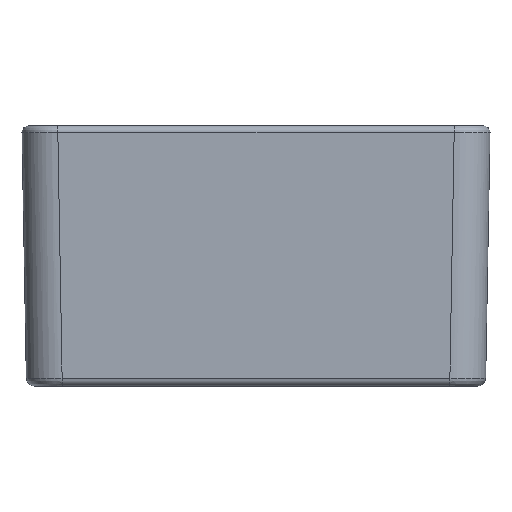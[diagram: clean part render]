
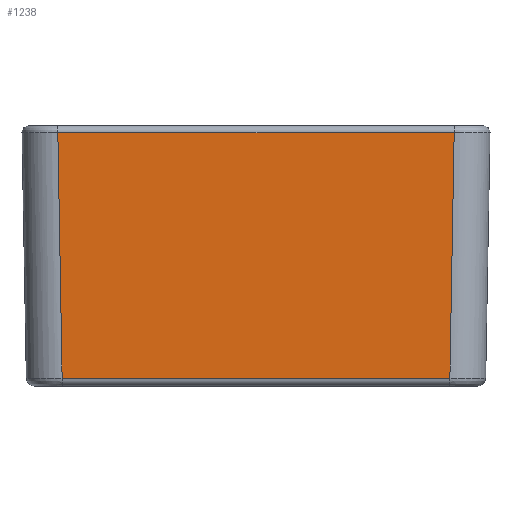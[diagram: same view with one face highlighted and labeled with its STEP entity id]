
A CAD part, left-side view. The second image highlights one B-rep face of the part: STEP entity #1238.
In plain terms, the highlighted planar face has unit normal (-1, 0, -0.018).
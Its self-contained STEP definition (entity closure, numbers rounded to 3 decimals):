
#699=FACE_OUTER_BOUND('',#1638,.T.);
#1055=LINE('',#7117,#1146);
#1056=LINE('',#7120,#1147);
#1057=LINE('',#7122,#1148);
#1058=LINE('',#7124,#1149);
#1146=VECTOR('',#6264,1.);
#1147=VECTOR('',#6265,1.);
#1148=VECTOR('',#6266,1.);
#1149=VECTOR('',#6267,1.);
#1238=ADVANCED_FACE('',(#699),#1599,.T.);
#1599=PLANE('',#5924);
#1638=EDGE_LOOP('',(#2014,#2015,#2016,#2017));
#2014=ORIENTED_EDGE('',*,*,#4436,.T.);
#2015=ORIENTED_EDGE('',*,*,#4437,.F.);
#2016=ORIENTED_EDGE('',*,*,#4438,.T.);
#2017=ORIENTED_EDGE('',*,*,#4439,.T.);
#3866=VERTEX_POINT('',#7118);
#3867=VERTEX_POINT('',#7119);
#3868=VERTEX_POINT('',#7121);
#3869=VERTEX_POINT('',#7123);
#4436=EDGE_CURVE('',#3866,#3867,#1055,.T.);
#4437=EDGE_CURVE('',#3868,#3867,#1056,.T.);
#4438=EDGE_CURVE('',#3868,#3869,#1057,.T.);
#4439=EDGE_CURVE('',#3869,#3866,#1058,.T.);
#5924=AXIS2_PLACEMENT_3D('',#7125,#6268,#6269);
#6264=DIRECTION('',(0.,-1.,0.));
#6265=DIRECTION('',(0.017,0.017,-1.));
#6266=DIRECTION('',(0.,1.,0.));
#6267=DIRECTION('',(0.017,-0.017,-1.));
#6268=DIRECTION('',(-1.,0.,-0.017));
#6269=DIRECTION('',(-0.017,0.,1.));
#7117=CARTESIAN_POINT('',(-302.223,229.816,-31.018));
#7118=CARTESIAN_POINT('',(-302.223,190.316,-31.018));
#7119=CARTESIAN_POINT('',(-302.223,-190.316,-31.018));
#7120=CARTESIAN_POINT('',(-306.553,-194.646,217.045));
#7121=CARTESIAN_POINT('',(-306.426,-194.519,209.783));
#7122=CARTESIAN_POINT('',(-306.426,229.816,209.783));
#7123=CARTESIAN_POINT('',(-306.426,194.519,209.783));
#7124=CARTESIAN_POINT('',(-306.553,194.646,217.045));
#7125=CARTESIAN_POINT('',(-306.542,229.816,216.431));
